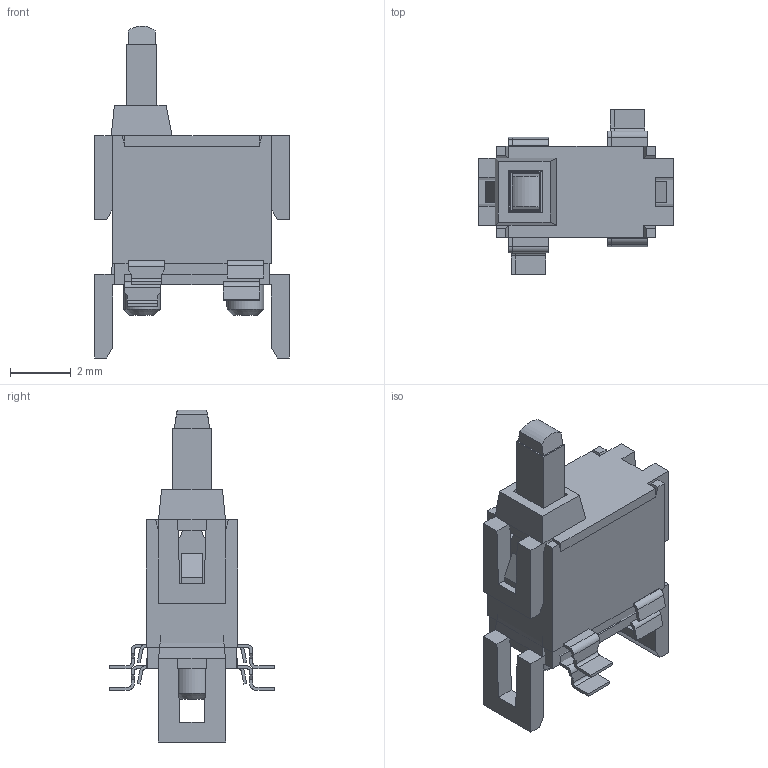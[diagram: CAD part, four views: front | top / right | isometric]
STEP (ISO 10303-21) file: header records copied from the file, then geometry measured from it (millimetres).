
FILE_DESCRIPTION( ( 'Unknown' ), '1' );
FILE_NAME( 'ese11mv1-std-sk.stp', 'Unknown', ( 'Unknown' ), ( 'Unknown' ), 'PSStep 10.0', 'Unknown', ' ' );
FILE_SCHEMA( ( 'AUTOMOTIVE_DESIGN { 1 0 10303 214 1 1 1 1 }' ) );
Length unit declared in the file: millimetre
Products named in the file (8): Assem1; sw-3d-131-e11cs2-mvA-sk-r00; sw-3d-131-e11cv4ab-sk-r17; sw-3d-131-e11lv4ab-sk-r00; sw-3d-131-e11ts1-mvc-sk-r00
Bounding box: 6.4 x 5.4 x 10.9 mm (x, y, z)
Volume: 168.6 mm3; surface area: 464.7 mm2
Topology: 14 solids, 14 shells, 410 faces, 1100 edges, 720 vertices
Faces by surface type: plane 376, cylinder 30, cone 4
Full cylindrical faces by diameter (mm): 1.2 x4
Entity records: 7597 total; most frequent: CARTESIAN_POINT 1119, ORIENTED_EDGE 1092, DIRECTION 1004, EDGE_CURVE 546, LINE 514, VECTOR 514, VERTEX_POINT 360, AXIS2_PLACEMENT_3D 245
